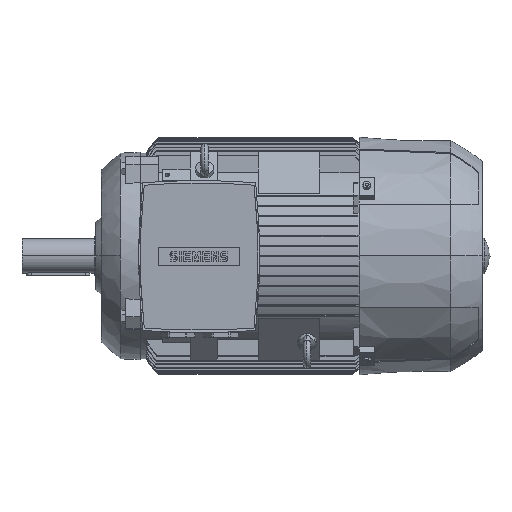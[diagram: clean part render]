
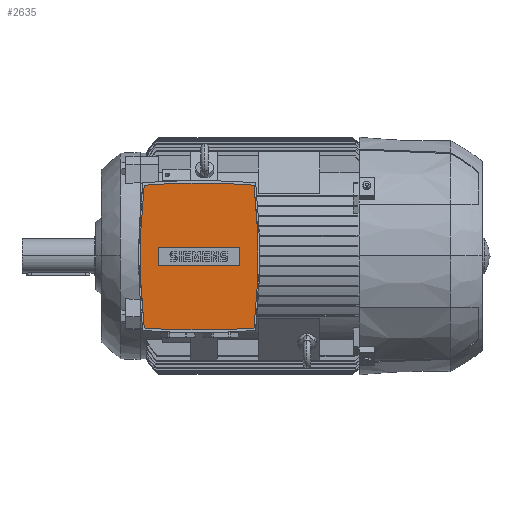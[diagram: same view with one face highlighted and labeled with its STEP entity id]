
A CAD part, top view. The second image highlights one B-rep face of the part: STEP entity #2635.
In plain terms, the highlighted planar face has unit normal (0, 0, 1).
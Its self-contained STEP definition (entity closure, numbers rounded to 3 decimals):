
#2635=ADVANCED_FACE('',(#5730,#5731),#5732,.T.);
#5730=FACE_BOUND('',#9297,.T.);
#5731=FACE_OUTER_BOUND('',#9298,.T.);
#5732=PLANE('',#9299);
#9297=EDGE_LOOP('',(#17483,#17484,#17485,#17486));
#9298=EDGE_LOOP('',(#17487,#17488,#17489,#17490,#17491,#17492));
#9299=AXIS2_PLACEMENT_3D('',#17493,#17494,#17495);
#17483=ORIENTED_EDGE('',*,*,#24719,.T.);
#17484=ORIENTED_EDGE('',*,*,#24723,.T.);
#17485=ORIENTED_EDGE('',*,*,#24726,.T.);
#17486=ORIENTED_EDGE('',*,*,#24728,.T.);
#17487=ORIENTED_EDGE('',*,*,#24803,.T.);
#17488=ORIENTED_EDGE('',*,*,#24805,.T.);
#17489=ORIENTED_EDGE('',*,*,#22294,.T.);
#17490=ORIENTED_EDGE('',*,*,#24797,.T.);
#17491=ORIENTED_EDGE('',*,*,#22305,.T.);
#17492=ORIENTED_EDGE('',*,*,#24794,.T.);
#17493=CARTESIAN_POINT('',(65.0,-1.0,214.5));
#17494=DIRECTION('',(0.0,0.0,1.0));
#17495=DIRECTION('',(0.0,-1.0,0.0));
#22294=EDGE_CURVE('',#27048,#27052,#27054,.T.);
#22305=EDGE_CURVE('',#27074,#27071,#27075,.T.);
#24719=EDGE_CURVE('',#30690,#30688,#30691,.T.);
#24723=EDGE_CURVE('',#30688,#30694,#30696,.T.);
#24726=EDGE_CURVE('',#30694,#30698,#30700,.T.);
#24728=EDGE_CURVE('',#30698,#30690,#30702,.T.);
#24794=EDGE_CURVE('',#27071,#30792,#30794,.T.);
#24797=EDGE_CURVE('',#27052,#27074,#30797,.T.);
#24803=EDGE_CURVE('',#30792,#30802,#30804,.T.);
#24805=EDGE_CURVE('',#30802,#27048,#30806,.T.);
#27048=VERTEX_POINT('',#35112);
#27052=VERTEX_POINT('',#35117);
#27054=CIRCLE('',#35120,828.12);
#27071=VERTEX_POINT('',#35178);
#27074=VERTEX_POINT('',#35182);
#27075=CIRCLE('',#35183,828.12);
#30688=VERTEX_POINT('',#46587);
#30690=VERTEX_POINT('',#46590);
#30691=LINE('',#46591,#46592);
#30694=VERTEX_POINT('',#46596);
#30696=LINE('',#46599,#46600);
#30698=VERTEX_POINT('',#46602);
#30700=LINE('',#46605,#46606);
#30702=LINE('',#46608,#46609);
#30792=VERTEX_POINT('',#46757);
#30794=CIRCLE('',#46760,828.12);
#30797=CIRCLE('',#46763,717.2);
#30802=VERTEX_POINT('',#46769);
#30804=CIRCLE('',#46772,717.2);
#30806=CIRCLE('',#46774,828.12);
#35112=CARTESIAN_POINT('',(65.,-82.0,214.5));
#35117=CARTESIAN_POINT('',(125.661,-79.775,214.5));
#35120=AXIS2_PLACEMENT_3D('',#51379,#51380,#51381);
#35178=CARTESIAN_POINT('',(65.,80.0,214.5));
#35182=CARTESIAN_POINT('',(125.661,77.775,214.5));
#35183=AXIS2_PLACEMENT_3D('',#51395,#51396,#51397);
#46587=CARTESIAN_POINT('',(20.0,-11.05,214.5));
#46590=CARTESIAN_POINT('',(110.0,-11.05,214.5));
#46591=CARTESIAN_POINT('',(65.0,-11.05,214.5));
#46592=VECTOR('',#53462,1.0);
#46596=CARTESIAN_POINT('',(20.0,9.05,214.5));
#46599=CARTESIAN_POINT('',(20.0,-1.0,214.5));
#46600=VECTOR('',#53465,1.0);
#46602=CARTESIAN_POINT('',(110.0,9.05,214.5));
#46605=CARTESIAN_POINT('',(65.0,9.05,214.5));
#46606=VECTOR('',#53467,1.0);
#46608=CARTESIAN_POINT('',(110.0,-1.0,214.5));
#46609=VECTOR('',#53468,1.0);
#46757=CARTESIAN_POINT('',(4.339,77.775,214.5));
#46760=AXIS2_PLACEMENT_3D('',#53566,#53567,#53568);
#46763=AXIS2_PLACEMENT_3D('',#53569,#53570,#53571);
#46769=CARTESIAN_POINT('',(4.339,-79.775,214.5));
#46772=AXIS2_PLACEMENT_3D('',#53574,#53575,#53576);
#46774=AXIS2_PLACEMENT_3D('',#53577,#53578,#53579);
#51379=CARTESIAN_POINT('',(65.0,746.12,214.5));
#51380=DIRECTION('',(0.0,-0.0,1.0));
#51381=DIRECTION('',(0.0,1.0,0.0));
#51395=CARTESIAN_POINT('',(65.0,-748.12,214.5));
#51396=DIRECTION('',(0.0,-0.0,1.0));
#51397=DIRECTION('',(0.0,1.0,0.0));
#53462=DIRECTION('',(-1.0,0.0,0.0));
#53465=DIRECTION('',(0.0,1.0,0.0));
#53467=DIRECTION('',(1.0,0.0,-0.0));
#53468=DIRECTION('',(0.0,-1.0,0.0));
#53566=CARTESIAN_POINT('',(65.0,-748.12,214.5));
#53567=DIRECTION('',(0.0,-0.0,1.0));
#53568=DIRECTION('',(0.0,1.0,0.0));
#53569=CARTESIAN_POINT('',(-587.2,-1.0,214.5));
#53570=DIRECTION('',(0.0,-0.0,1.0));
#53571=DIRECTION('',(0.0,1.0,0.0));
#53574=CARTESIAN_POINT('',(717.2,-1.0,214.5));
#53575=DIRECTION('',(0.0,-0.0,1.0));
#53576=DIRECTION('',(0.0,1.0,0.0));
#53577=CARTESIAN_POINT('',(65.0,746.12,214.5));
#53578=DIRECTION('',(0.0,-0.0,1.0));
#53579=DIRECTION('',(0.0,1.0,0.0));
